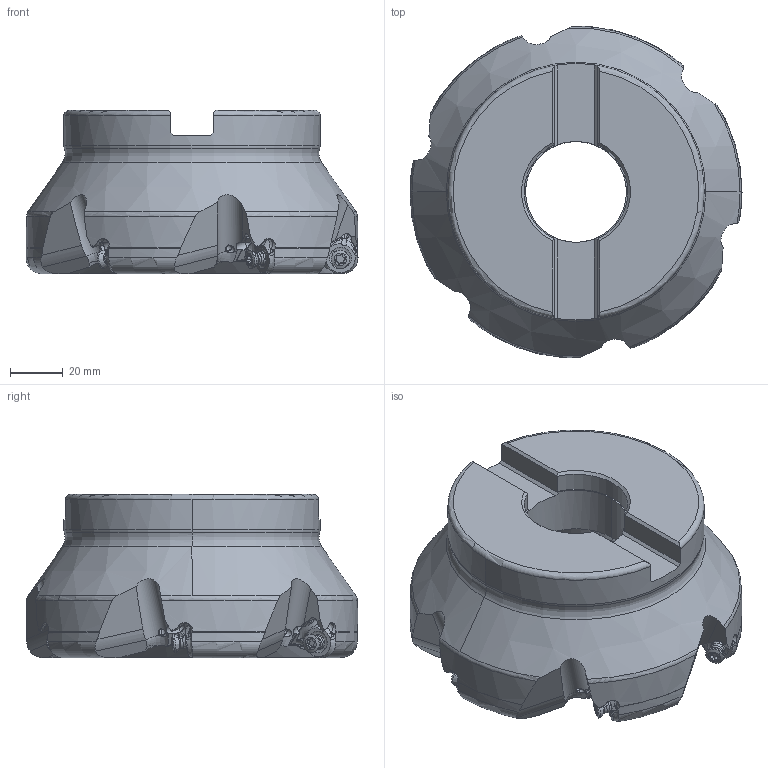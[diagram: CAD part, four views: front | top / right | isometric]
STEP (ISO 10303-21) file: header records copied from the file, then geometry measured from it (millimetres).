
FILE_DESCRIPTION(/* description */ (''),/* implementation_level */ '2;1');
FILE_NAME(/* name */ 'WWX400UR5_0006EA.stp',/* time_stamp */ '2020-04-21T17:34:05+09:00',/* author */ (''),/* organization */ (''),/* preprocessor_version */ 'ST-DEVELOPER v16',/* originating_system */ 'SIEMENS PLM Software NX 10.0',/* authorisation */ '');
FILE_SCHEMA (('AUTOMOTIVE_DESIGN { 1 0 10303 214 3 1 1 1 }'));
Products named in the file (1): WWX400UR5_0006EA_ASM
Bounding box: 125.4 x 125.16 x 61.71 mm (x, y, z)
Volume: 440950.4 mm3; surface area: 52664.7 mm2
Topology: 7 solids, 7 shells, 772 faces, 2228 edges, 1431 vertices
Faces by surface type: cylinder 282, plane 170, bspline 96, sphere 84, cone 60, torus 56, extrusion 24
Entity records: 56349 total; most frequent: CARTESIAN_POINT 37465, ORIENTED_EDGE 4336, DIRECTION 3424, EDGE_CURVE 2168, AXIS2_PLACEMENT_3D 1461, VERTEX_POINT 1422, B_SPLINE_CURVE_WITH_KNOTS 937, EDGE_LOOP 798
